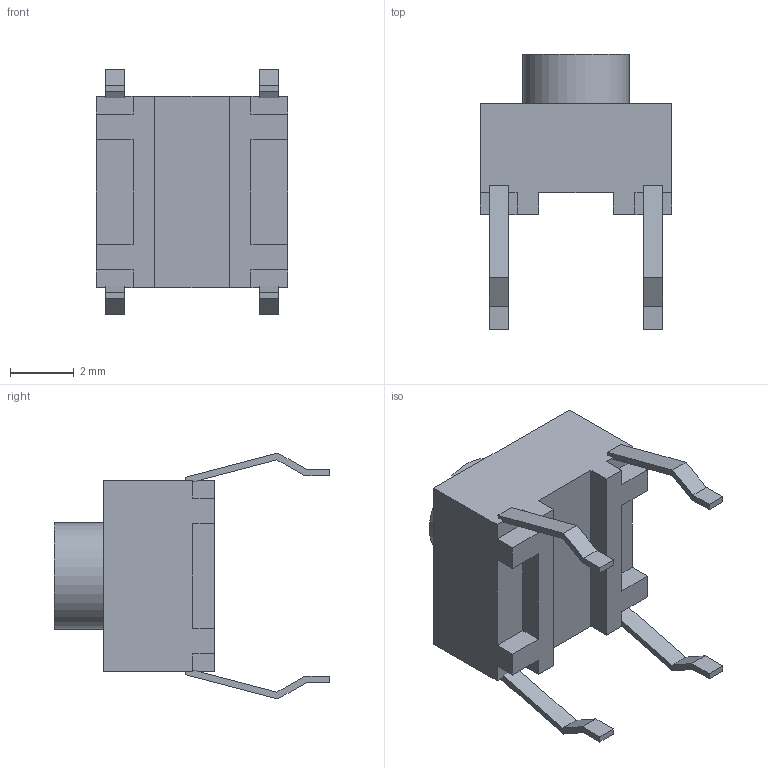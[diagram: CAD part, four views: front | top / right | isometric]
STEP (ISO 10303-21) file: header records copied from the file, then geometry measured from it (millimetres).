
FILE_DESCRIPTION(/* description */ (''),/* implementation_level */ '2;1');
FILE_NAME(/* name */ '6mm tactile button.step',/* time_stamp */ '2025-06-30T10:10:00+02:00',/* author */ (''),/* organization */ (''),/* preprocessor_version */ 'ST-DEVELOPER v20.1',/* originating_system */ 'Autodesk Translation Framework v14.10.0.0',/* authorisation */ '');
FILE_SCHEMA (('AUTOMOTIVE_DESIGN { 1 0 10303 214 3 1 1 }'));
Length unit declared in the file: millimetre
Products named in the file (4): 6mm tactile button; Base; button; Pins
Assembly tree (3 placements, depth 2):
  6mm tactile button
    Base
    button
    Pins
Bounding box: 6 x 8.63 x 7.71 mm (x, y, z)
Volume: 121.9 mm3; surface area: 231.5 mm2
Topology: 6 solids, 6 shells, 75 faces, 186 edges, 124 vertices
Faces by surface type: plane 73, cylinder 2
Full cylindrical faces by diameter (mm): 3.33 x2
Entity records: 2313 total; most frequent: CARTESIAN_POINT 392, ORIENTED_EDGE 372, DIRECTION 354, EDGE_CURVE 186, LINE 182, VECTOR 182, VERTEX_POINT 124, AXIS2_PLACEMENT_3D 86
